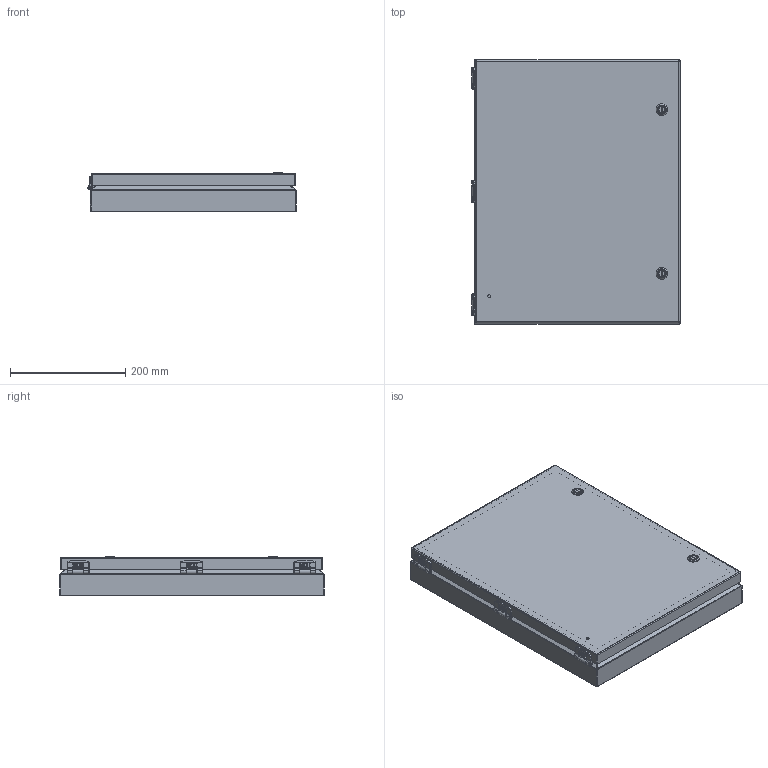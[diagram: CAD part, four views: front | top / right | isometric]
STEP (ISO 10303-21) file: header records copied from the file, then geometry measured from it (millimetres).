
FILE_DESCRIPTION (( 'STEP AP214' ), '1' );
FILE_NAME ('SCE-HA1814.STEP', '2022-07-27T11:08:29', ( '' ), ( '' ), 'SwSTEP 2.0', 'SolidWorks 2021', '' );
FILE_SCHEMA (( 'AUTOMOTIVE_DESIGN' ));
Length unit declared in the file: inch
Products named in the file (1): SCE-HA1814
Bounding box: 361.18 x 458.72 x 69.42 mm (x, y, z)
Volume: 600981.5 mm3; surface area: 749064.5 mm2
Topology: 33 solids, 33 shells, 2284 faces, 5683 edges, 3406 vertices
Faces by surface type: plane 910, cylinder 594, bspline 561, torus 108, sphere 71, cone 40
Full cylindrical faces by diameter (mm): 3.81 x3, 3.962 x3, 4.013 x9, 4.166 x3, 4.318 x3, 4.42 x3, 4.826 x2, 4.981 x1, 5.08 x2, 5.537 x8, 6.058 x2, 6.463 x2, 6.604 x3, 6.824 x2, 7.167 x2, 7.874 x2, 8.28 x2, 8.89 x2, 10.922 x2, 11.684 x2, 12.065 x2, 12.17 x3, 16.002 x2, 20.018 x2
Entity records: 103907 total; most frequent: CARTESIAN_POINT 56363, ORIENTED_EDGE 10870, DIRECTION 7898, EDGE_CURVE 5435, VERTEX_POINT 3366, AXIS2_PLACEMENT_3D 2986, EDGE_LOOP 2507, FACE_OUTER_BOUND 2371
